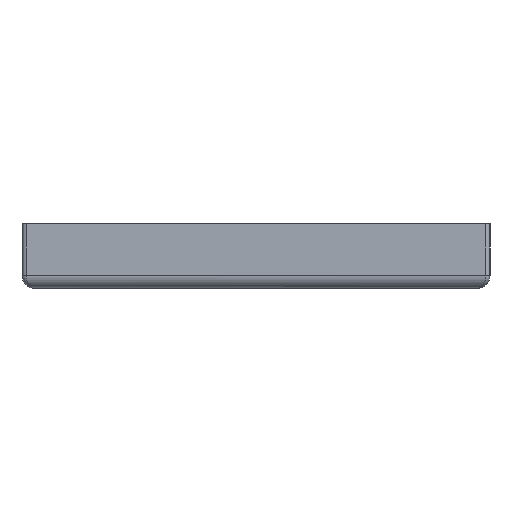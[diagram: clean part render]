
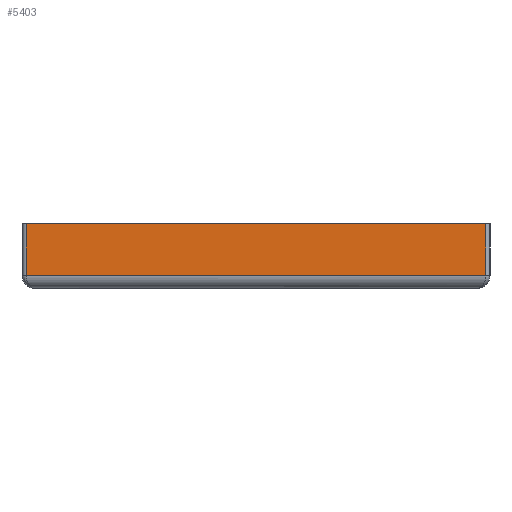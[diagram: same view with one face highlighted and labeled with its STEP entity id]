
A CAD part, left-side view. The second image highlights one B-rep face of the part: STEP entity #5403.
In plain terms, the highlighted planar face has unit normal (-1, 0, 0).
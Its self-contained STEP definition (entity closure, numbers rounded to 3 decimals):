
#74=PLANE('',#5765);
#312=FACE_OUTER_BOUND('',#629,.T.);
#629=EDGE_LOOP('',(#4013,#4014,#4015,#4016));
#1539=LINE('',#13223,#1806);
#1543=LINE('',#13265,#1810);
#1557=LINE('',#13301,#1824);
#1558=LINE('',#13302,#1825);
#1806=VECTOR('',#6600,10.);
#1810=VECTOR('',#6612,10.);
#1824=VECTOR('',#6636,10.);
#1825=VECTOR('',#6637,10.);
#2288=VERTEX_POINT('',#13216);
#2291=VERTEX_POINT('',#13221);
#2295=VERTEX_POINT('',#13264);
#2312=VERTEX_POINT('',#13300);
#2991=EDGE_CURVE('',#2291,#2288,#1539,.T.);
#2997=EDGE_CURVE('',#2288,#2295,#1543,.T.);
#3015=EDGE_CURVE('',#2312,#2291,#1557,.T.);
#3016=EDGE_CURVE('',#2295,#2312,#1558,.T.);
#4013=ORIENTED_EDGE('',*,*,#2991,.F.);
#4014=ORIENTED_EDGE('',*,*,#3015,.F.);
#4015=ORIENTED_EDGE('',*,*,#3016,.F.);
#4016=ORIENTED_EDGE('',*,*,#2997,.F.);
#5403=ADVANCED_FACE('',(#312),#74,.T.);
#5765=AXIS2_PLACEMENT_3D('',#13299,#6634,#6635);
#6600=DIRECTION('',(0.,0.,1.));
#6612=DIRECTION('',(0.,-1.,0.));
#6634=DIRECTION('center_axis',(-1.,0.,0.));
#6635=DIRECTION('ref_axis',(0.,1.,0.));
#6636=DIRECTION('',(0.,1.,0.));
#6637=DIRECTION('',(0.,0.,-1.));
#13216=CARTESIAN_POINT('',(-9.,98.4,13.6));
#13221=CARTESIAN_POINT('',(-9.,98.4,1.6));
#13223=CARTESIAN_POINT('',(-9.,98.4,1.6));
#13264=CARTESIAN_POINT('',(-9.,-8.,13.6));
#13265=CARTESIAN_POINT('',(-9.,99.4,13.6));
#13299=CARTESIAN_POINT('Origin',(-9.,-9.,1.6));
#13300=CARTESIAN_POINT('',(-9.,-8.,1.6));
#13301=CARTESIAN_POINT('',(-9.,18.1,1.6));
#13302=CARTESIAN_POINT('',(-9.,-8.,1.6));
